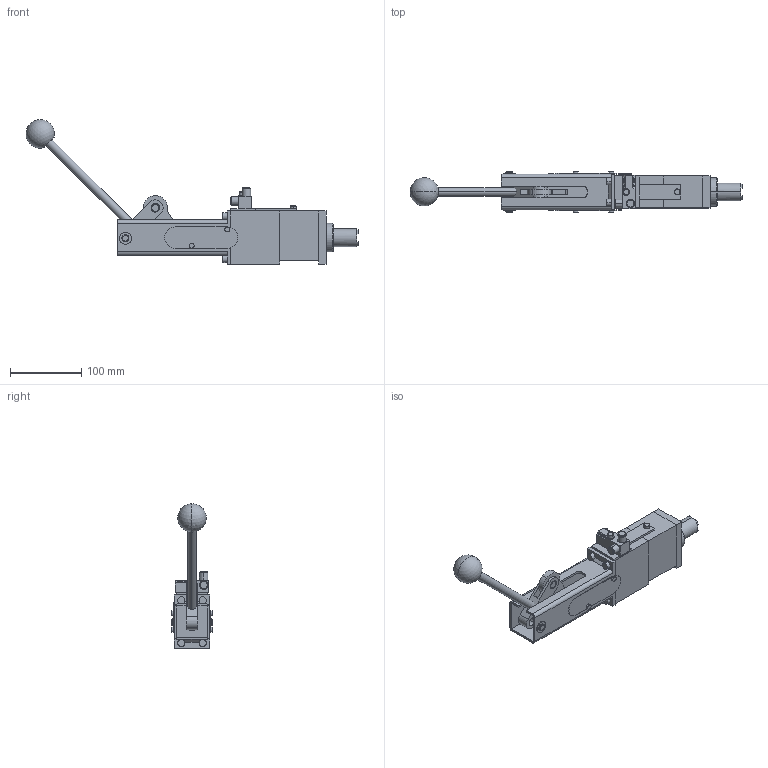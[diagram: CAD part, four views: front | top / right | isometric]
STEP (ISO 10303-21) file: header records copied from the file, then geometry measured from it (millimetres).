
FILE_DESCRIPTION(('CATIA V5 STEP Exchange'),'2;1');
FILE_NAME('MSZK_40_1_60_HUB_TUENKERS.stp','2013-09-24T07:07:26+00:00',('none'),('none'),'CATIA Version 5 Release 19 SP 9 (IN-10)','CATIA V5 STEP AP203','none');
FILE_SCHEMA(('CONFIG_CONTROL_DESIGN'));
Length unit declared in the file: millimetre
Products named in the file (1): MSZK_40_1_60_HUB_TUENKERS
Bounding box: 467.01 x 57.2 x 203.37 mm (x, y, z)
Volume: 682985.9 mm3; surface area: 161271.9 mm2
Topology: 25 solids, 25 shells, 279 faces, 611 edges, 383 vertices
Faces by surface type: plane 143, cylinder 100, cone 14, sphere 14, bspline 8
Entity records: 7313 total; most frequent: CARTESIAN_POINT 1560, ORIENTED_EDGE 1194, DIRECTION 991, EDGE_CURVE 597, AXIS2_PLACEMENT_3D 458, VERTEX_POINT 383, VECTOR 329, LINE 329
